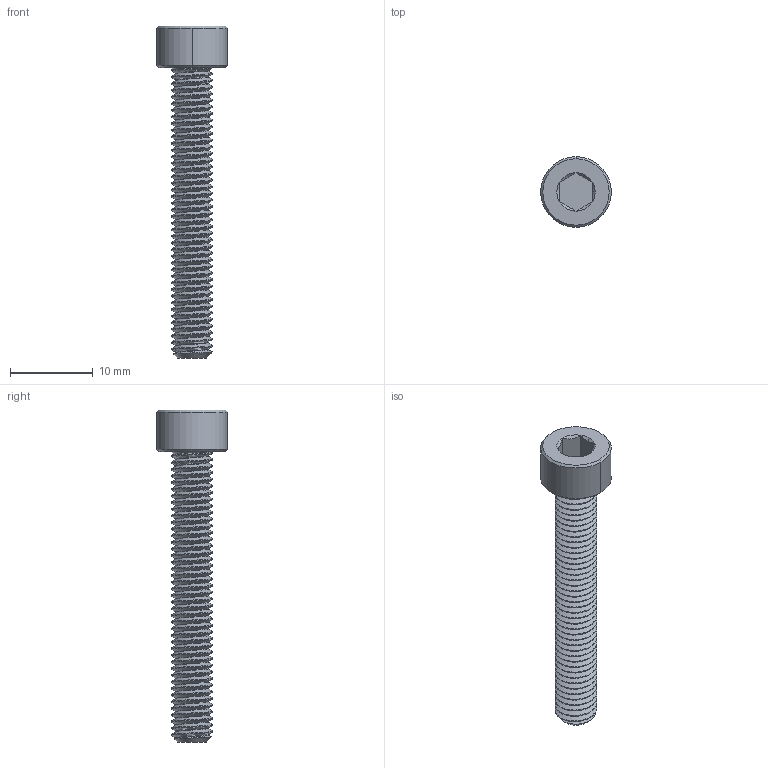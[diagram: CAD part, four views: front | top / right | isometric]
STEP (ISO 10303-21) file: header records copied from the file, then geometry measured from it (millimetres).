
FILE_DESCRIPTION (( 'STEP AP203' ), '1' );
FILE_NAME ('91290A195_Black-Oxide Alloy Steel Socket Head Screw.STEP', '2022-02-03T14:11:23', ( 'Administrator' ), ( 'Managed by Terraform' ), 'SwSTEP 2.0', 'SolidWorks 2017', '' );
FILE_SCHEMA (( 'CONFIG_CONTROL_DESIGN' ));
Length unit declared in the file: millimetre
Products named in the file (1): 91290A195_Black-Oxide Alloy Steel Socket Head Screw
Bounding box: 8.5 x 8.5 x 40 mm (x, y, z)
Volume: 778.7 mm3; surface area: 1140.4 mm2
Topology: 1 solids, 1 shells, 119 faces, 326 edges, 211 vertices
Faces by surface type: cylinder 89, cone 17, plane 10, bspline 3
Entity records: 10484 total; most frequent: CARTESIAN_POINT 7949, ORIENTED_EDGE 652, DIRECTION 388, EDGE_CURVE 326, VERTEX_POINT 211, AXIS2_PLACEMENT_3D 139, EDGE_LOOP 121, FACE_OUTER_BOUND 119
